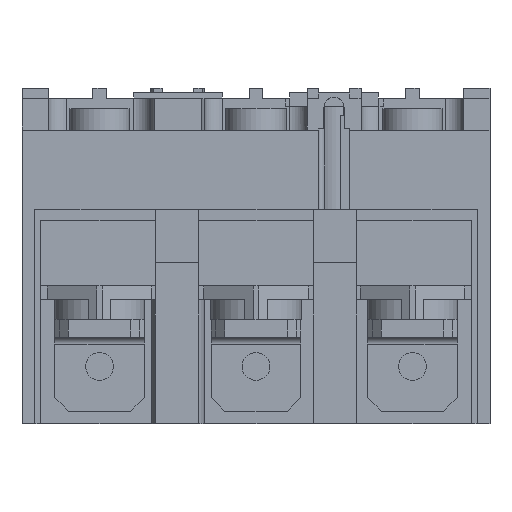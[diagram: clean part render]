
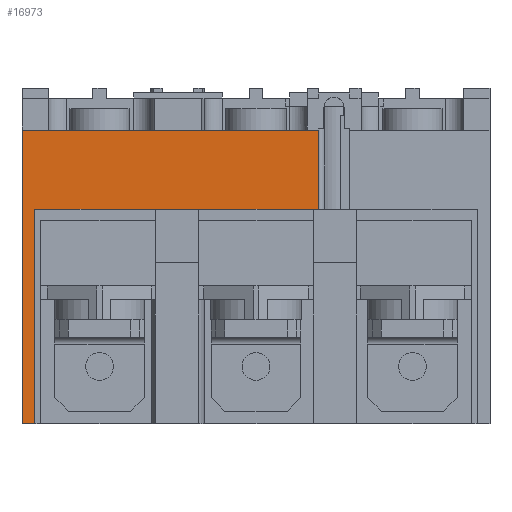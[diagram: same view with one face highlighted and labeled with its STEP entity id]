
A CAD part, front view. The second image highlights one B-rep face of the part: STEP entity #16973.
In plain terms, the highlighted planar face has unit normal (0, -1, 0).
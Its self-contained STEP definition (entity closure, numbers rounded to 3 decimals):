
#198=DIRECTION('',(1.,0.,0.));
#199=VECTOR('',#198,2.85);
#200=CARTESIAN_POINT('',(-69.85,-147.2,-75.));
#201=LINE('',#200,#199);
#5235=DIRECTION('',(0.,0.,-1.));
#5236=VECTOR('',#5235,17.68);
#5237=CARTESIAN_POINT('',(-3.5,-147.2,-9.32));
#5238=LINE('',#5237,#5236);
#5239=DIRECTION('',(1.,0.,0.));
#5240=VECTOR('',#5239,63.5);
#5241=CARTESIAN_POINT('',(-67.,-147.2,-27.));
#5242=LINE('',#5241,#5240);
#5243=DIRECTION('',(0.,0.,-1.));
#5244=VECTOR('',#5243,48.);
#5245=CARTESIAN_POINT('',(-67.,-147.2,-27.));
#5246=LINE('',#5245,#5244);
#5247=DIRECTION('',(0.,0.,1.));
#5248=VECTOR('',#5247,65.68);
#5249=CARTESIAN_POINT('',(-69.85,-147.2,-75.));
#5250=LINE('',#5249,#5248);
#5251=DIRECTION('',(1.,0.,0.));
#5252=VECTOR('',#5251,66.35);
#5253=CARTESIAN_POINT('',(-69.85,-147.2,-9.32));
#5254=LINE('',#5253,#5252);
#8604=CARTESIAN_POINT('',(-69.85,-147.2,-9.32));
#8606=VERTEX_POINT('',#8604);
#8780=CARTESIAN_POINT('',(-3.5,-147.2,-9.32));
#8781=CARTESIAN_POINT('',(-3.5,-147.2,-27.));
#8782=VERTEX_POINT('',#8780);
#8783=VERTEX_POINT('',#8781);
#8870=CARTESIAN_POINT('',(-69.85,-147.2,-75.));
#8871=CARTESIAN_POINT('',(-67.,-147.2,-75.));
#8872=VERTEX_POINT('',#8870);
#8873=VERTEX_POINT('',#8871);
#8878=CARTESIAN_POINT('',(-67.,-147.2,-27.));
#8879=VERTEX_POINT('',#8878);
#16957=CARTESIAN_POINT('',(-69.85,-147.2,0.));
#16958=DIRECTION('',(0.,-1.,0.));
#16959=DIRECTION('',(1.,0.,0.));
#16960=AXIS2_PLACEMENT_3D('',#16957,#16958,#16959);
#16961=PLANE('',#16960);
#16963=ORIENTED_EDGE('',*,*,#16962,.T.);
#16964=ORIENTED_EDGE('',*,*,#16896,.F.);
#16966=ORIENTED_EDGE('',*,*,#16965,.T.);
#16967=ORIENTED_EDGE('',*,*,#10215,.F.);
#16968=ORIENTED_EDGE('',*,*,#11841,.T.);
#16970=ORIENTED_EDGE('',*,*,#16969,.T.);
#16971=EDGE_LOOP('',(#16963,#16964,#16966,#16967,#16968,#16970));
#16972=FACE_OUTER_BOUND('',#16971,.F.);
#16973=ADVANCED_FACE('',(#16972),#16961,.T.);
#10215=EDGE_CURVE('',#8872,#8873,#201,.T.);
#11841=EDGE_CURVE('',#8872,#8606,#5250,.T.);
#16896=EDGE_CURVE('',#8879,#8783,#5242,.T.);
#16962=EDGE_CURVE('',#8782,#8783,#5238,.T.);
#16965=EDGE_CURVE('',#8879,#8873,#5246,.T.);
#16969=EDGE_CURVE('',#8606,#8782,#5254,.T.);
